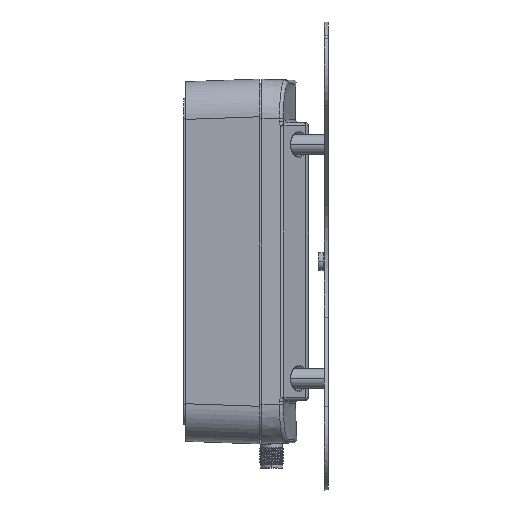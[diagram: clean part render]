
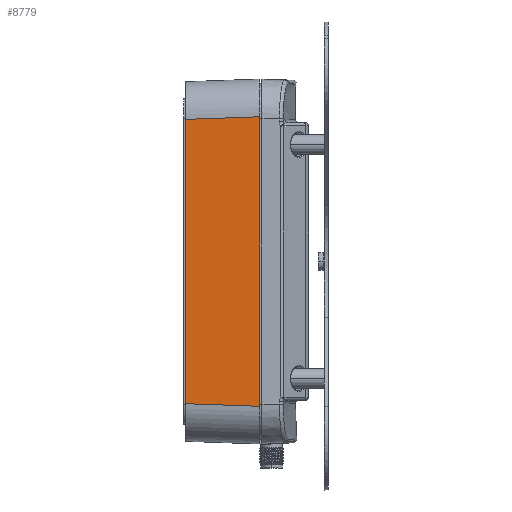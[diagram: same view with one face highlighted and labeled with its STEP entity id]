
A CAD part, left-side view. The second image highlights one B-rep face of the part: STEP entity #8779.
In plain terms, the highlighted planar face has unit normal (-0.999, 0.035, 0).
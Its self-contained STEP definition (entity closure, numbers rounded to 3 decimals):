
#1124=CARTESIAN_POINT('',(-45.337,19.,35.841));
#1302=CARTESIAN_POINT('',(-45.991,0.25,
-36.496));
#1304=DIRECTION('',(0.,0.,1.));
#1305=VECTOR('',#1304,72.992);
#1306=CARTESIAN_POINT('',(-45.991,0.25,
-36.496));
#1307=LINE('',#1306,#1305);
#1308=CARTESIAN_POINT('',(-45.991,0.25,
36.496));
#3275=DIRECTION('',(-0.035,-0.999,0.035));
#3276=VECTOR('',#3275,18.773);
#3277=CARTESIAN_POINT('',(-45.337,19.,35.841));
#3278=LINE('',#3277,#3276);
#3279=DIRECTION('',(0.035,0.999,0.035));
#3280=VECTOR('',#3279,18.773);
#3281=CARTESIAN_POINT('',(-45.991,0.25,
-36.496));
#3282=LINE('',#3281,#3280);
#3283=DIRECTION('',(0.,0.,1.));
#3284=VECTOR('',#3283,71.683);
#3285=CARTESIAN_POINT('',(-45.337,19.,
-35.841));
#3286=LINE('',#3285,#3284);
#4382=VERTEX_POINT('',#1124);
#4383=CARTESIAN_POINT('',(-45.337,19.,
-35.841));
#4384=VERTEX_POINT('',#4383);
#4404=VERTEX_POINT('',#1308);
#4413=VERTEX_POINT('',#1302);
#8768=CARTESIAN_POINT('',(-46.,0.,36.));
#8769=DIRECTION('',(-0.999,0.035,0.));
#8770=DIRECTION('',(-0.035,-0.999,0.));
#8771=AXIS2_PLACEMENT_3D('',#8768,#8769,#8770);
#8772=PLANE('',#8771);
#8773=ORIENTED_EDGE('',*,*,#8754,.T.);
#8774=ORIENTED_EDGE('',*,*,#5969,.F.);
#8775=ORIENTED_EDGE('',*,*,#5946,.T.);
#8776=ORIENTED_EDGE('',*,*,#5767,.T.);
#8777=EDGE_LOOP('',(#8773,#8774,#8775,#8776));
#8778=FACE_OUTER_BOUND('',#8777,.F.);
#5767=EDGE_CURVE('',#4384,#4382,#3286,.T.);
#5946=EDGE_CURVE('',#4413,#4384,#3282,.T.);
#5969=EDGE_CURVE('',#4413,#4404,#1307,.T.);
#8754=EDGE_CURVE('',#4382,#4404,#3278,.T.);
#8779=ADVANCED_FACE('',(#8778),#8772,.T.);
